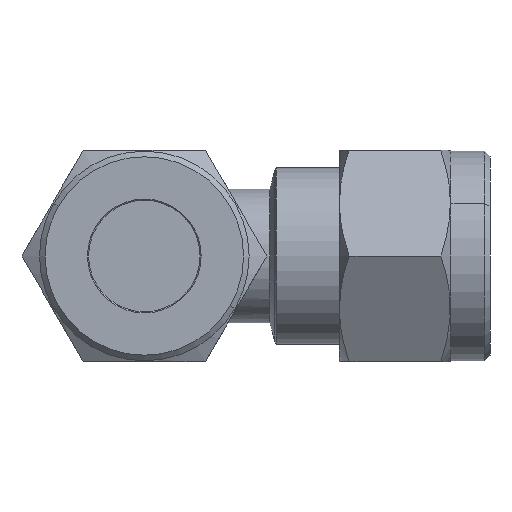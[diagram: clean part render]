
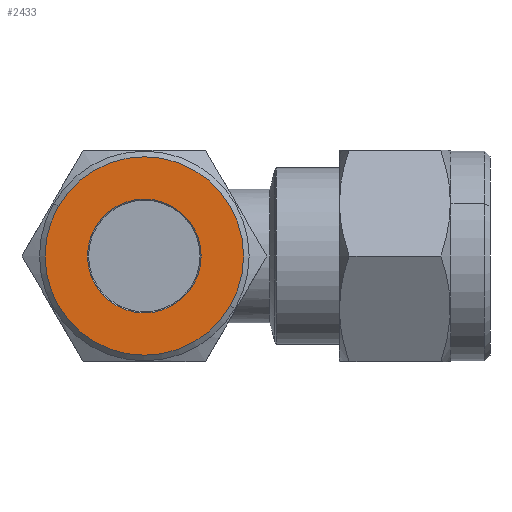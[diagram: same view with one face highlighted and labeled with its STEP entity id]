
A CAD part, left-side view. The second image highlights one B-rep face of the part: STEP entity #2433.
In plain terms, the highlighted planar face has unit normal (-1, 0, 0).
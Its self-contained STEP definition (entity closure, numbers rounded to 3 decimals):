
#93 = CARTESIAN_POINT ( 'NONE',  ( -30.5, 25.5, 0. ) ) ;
#94 = DIRECTION ( 'NONE',  ( 1., 0., 0. ) ) ;
#95 = DIRECTION ( 'NONE',  ( 0., -0.866, -0.5 ) ) ;
#505 = EDGE_CURVE ( 'NONE', #3276, #3265, #1994, .T. ) ;
#506 = EDGE_CURVE ( 'NONE', #3280, #3271, #1995, .T. ) ;
#544 = EDGE_CURVE ( 'NONE', #3265, #3276, #2023, .T. ) ;
#562 = EDGE_CURVE ( 'NONE', #3271, #3280, #2048, .T. ) ;
#706 = CARTESIAN_POINT ( 'NONE',  ( -30.5, 25.5, 0. ) ) ;
#707 = DIRECTION ( 'NONE',  ( -1., 0., 0. ) ) ;
#708 = DIRECTION ( 'NONE',  ( 0., 0.866, 0.5 ) ) ;
#1074 = CARTESIAN_POINT ( 'NONE',  ( -30.5, 33.208, 4.45 ) ) ;
#1076 = CARTESIAN_POINT ( 'NONE',  ( -30.5, 29.917, 2.55 ) ) ;
#1078 = CARTESIAN_POINT ( 'NONE',  ( -30.5, 17.792, -4.45 ) ) ;
#1082 = CARTESIAN_POINT ( 'NONE',  ( -30.5, 21.083, -2.55 ) ) ;
#1168 = CARTESIAN_POINT ( 'NONE',  ( -30.5, 25.5, 0. ) ) ;
#1169 = DIRECTION ( 'NONE',  ( -1., 0., 0. ) ) ;
#1170 = DIRECTION ( 'NONE',  ( 0., 0.866, 0.5 ) ) ;
#1173 = CARTESIAN_POINT ( 'NONE',  ( -30.5, 25.5, 0. ) ) ;
#1174 = DIRECTION ( 'NONE',  ( 1., 0., 0. ) ) ;
#1175 = DIRECTION ( 'NONE',  ( 0., -0.866, -0.5 ) ) ;
#1498 = AXIS2_PLACEMENT_3D ( 'NONE', #1168, #1169, #1170 ) ;
#1499 = AXIS2_PLACEMENT_3D ( 'NONE', #1173, #1174, #1175 ) ;
#1513 = AXIS2_PLACEMENT_3D ( 'NONE', #706, #707, #708 ) ;
#1522 = AXIS2_PLACEMENT_3D ( 'NONE', #93, #94, #95 ) ;
#1561 = AXIS2_PLACEMENT_3D ( 'NONE', #2931, #2930, #2935 ) ;
#1716 = EDGE_LOOP ( 'NONE', ( #1794, #1795 ) ) ;
#1724 = EDGE_LOOP ( 'NONE', ( #1792, #1793 ) ) ;
#1792 = ORIENTED_EDGE ( 'NONE', *, *, #505, .T. ) ;
#1793 = ORIENTED_EDGE ( 'NONE', *, *, #544, .T. ) ;
#1794 = ORIENTED_EDGE ( 'NONE', *, *, #562, .T. ) ;
#1795 = ORIENTED_EDGE ( 'NONE', *, *, #506, .T. ) ;
#1994 = CIRCLE ( 'NONE', #1498, 8.9 ) ;
#1995 = CIRCLE ( 'NONE', #1499, 5.1 ) ;
#2023 = CIRCLE ( 'NONE', #1513, 8.9 ) ;
#2048 = CIRCLE ( 'NONE', #1522, 5.1 ) ;
#2127 = FACE_OUTER_BOUND ( 'NONE', #1724, .T. ) ;
#2129 = FACE_BOUND ( 'NONE', #1716, .T. ) ;
#2433 = ADVANCED_FACE ( 'NONE', ( #2127, #2129 ), #2933, .T. ) ;
#2930 = DIRECTION ( 'NONE',  ( -1., 0., 0. ) ) ;
#2931 = CARTESIAN_POINT ( 'NONE',  ( -30.5, 30.2, -8.141 ) ) ;
#2933 = PLANE ( 'NONE',  #1561 ) ;
#2935 = DIRECTION ( 'NONE',  ( 0., 0.866, 0.5 ) ) ;
#3265 = VERTEX_POINT ( 'NONE', #1074 ) ;
#3271 = VERTEX_POINT ( 'NONE', #1076 ) ;
#3276 = VERTEX_POINT ( 'NONE', #1078 ) ;
#3280 = VERTEX_POINT ( 'NONE', #1082 ) ;
